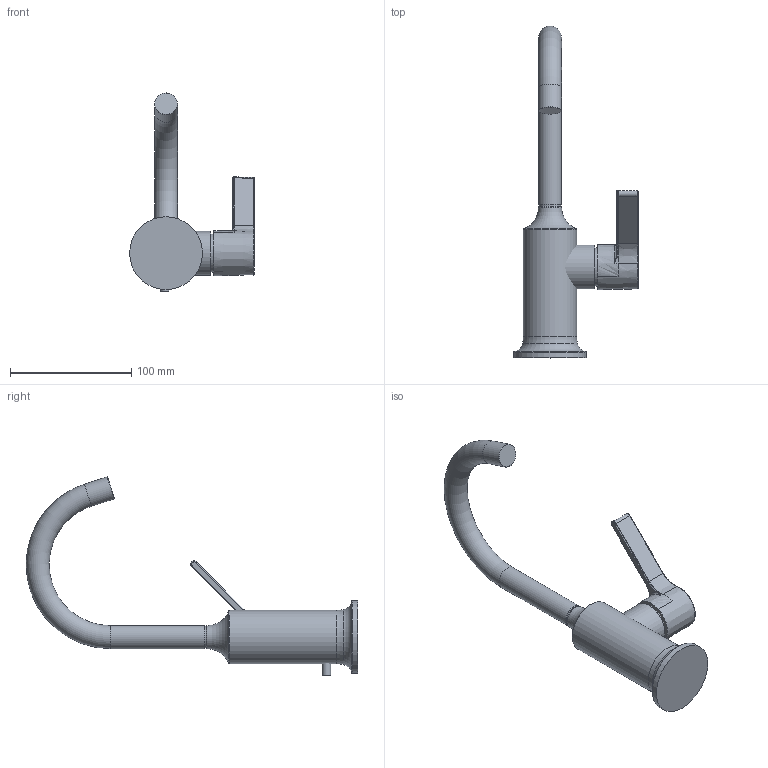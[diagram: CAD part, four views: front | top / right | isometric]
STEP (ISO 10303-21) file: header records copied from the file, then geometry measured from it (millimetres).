
FILE_DESCRIPTION (( 'STEP AP203' ), '1' );
FILE_NAME ('33510809-00.STEP', '2019-07-16T10:32:20', ( '' ), ( '' ), 'SwSTEP 2.0', 'SolidWorks 2017', '' );
FILE_SCHEMA (( 'CONFIG_CONTROL_DESIGN' ));
Length unit declared in the file: millimetre
Products named in the file (6): Planungsmodell_Haube-+-09.19.80.014.90-01; Planungsmodell_Koerper-+-09.19.80.010-01_K2_D60x125; Planungsmodell_Rohr_gerade-+-28.568.780-10_ _K27_7x25; Planungsmodell_Auslauf-+-09.28.22.311.90-01_K3_D19x123; Planungsmodell_Hebel-+-09.20.80.020-01_K1; 33510809-00
Assembly tree (5 placements, depth 2):
  33510809-00
    Planungsmodell_Koerper-+-09.19.80.010-01_K2_D60x125
    Planungsmodell_Rohr_gerade-+-28.568.780-10_ _K27_7x25
    Planungsmodell_Hebel-+-09.20.80.020-01_K1
    Planungsmodell_Haube-+-09.19.80.014.90-01
    Planungsmodell_Auslauf-+-09.28.22.311.90-01_K3_D19x123
Bounding box: 102.86 x 273.7 x 163.54 mm (x, y, z)
Volume: 349979.4 mm3; surface area: 54427.3 mm2
Topology: 5 solids, 5 shells, 64 faces, 133 edges, 81 vertices
Faces by surface type: plane 15, torus 15, cylinder 14, bspline 11, cone 7, sphere 2
Full cylindrical faces by diameter (mm): 7 x1, 18.1 x1, 19 x3, 31.5 x1, 36.1 x1, 44.1 x1, 60 x1
Entity records: 3704 total; most frequent: CARTESIAN_POINT 1919, DIRECTION 244, ORIENTED_EDGE 210, AXIS2_PLACEMENT_3D 112, EDGE_CURVE 105, EDGE_LOOP 86, FACE_OUTER_BOUND 84, VERTEX_POINT 73
